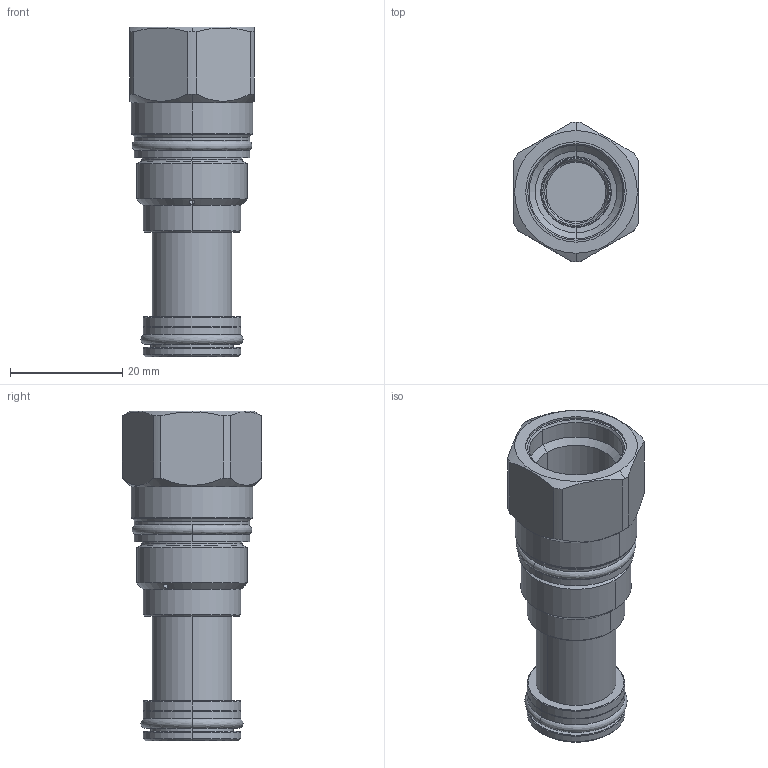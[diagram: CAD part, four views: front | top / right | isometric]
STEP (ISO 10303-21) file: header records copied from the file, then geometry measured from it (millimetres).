
FILE_DESCRIPTION((''),'2;1');
FILE_NAME('XFAA-8XN_PRT','2015-01-14T',('Administrator'),(''),'PRO/ENGINEER BY PARAMETRIC TECHNOLOGY CORPORATION, 2006240','PRO/ENGINEER BY PARAMETRIC TECHNOLOGY CORPORATION, 2006240','');
FILE_SCHEMA(('CONFIG_CONTROL_DESIGN'));
Length unit declared in the file: inch
Products named in the file (1): XFAA-8XN_PRT
Bounding box: 22.23 x 24.84 x 58.75 mm (x, y, z)
Volume: 13743.7 mm3; surface area: 6323 mm2
Topology: 3 solids, 4 shells, 128 faces, 277 edges, 166 vertices
Faces by surface type: cylinder 49, cone 32, plane 21, torus 18, revolution 8
Entity records: 4281 total; most frequent: CARTESIAN_POINT 1401, DIRECTION 637, ORIENTED_EDGE 554, EDGE_CURVE 277, AXIS2_PLACEMENT_3D 272, VERTEX_POINT 166, CIRCLE 152, EDGE_LOOP 143
